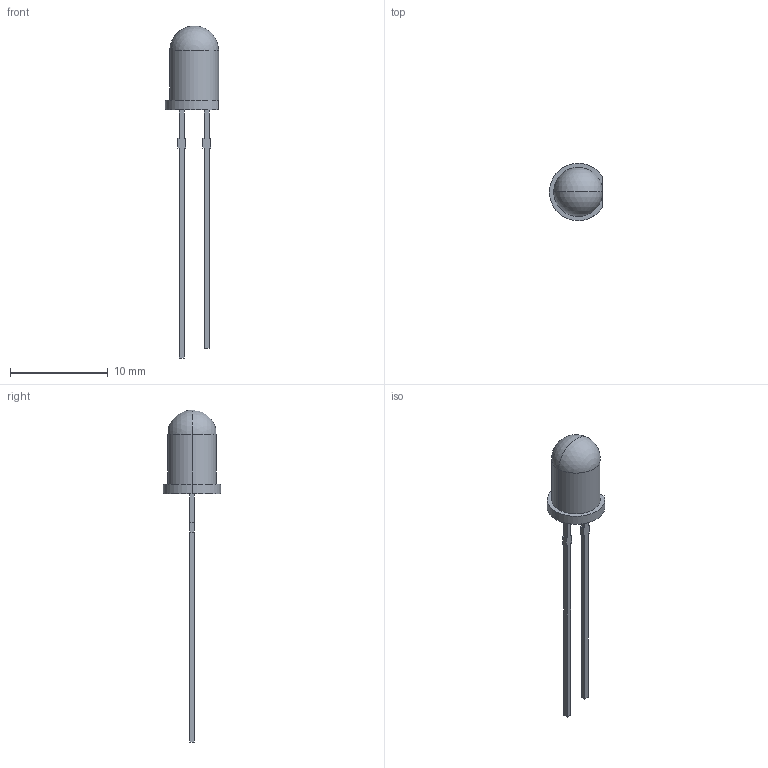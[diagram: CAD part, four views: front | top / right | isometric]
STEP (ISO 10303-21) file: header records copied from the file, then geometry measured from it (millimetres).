
FILE_DESCRIPTION (( 'STEP AP214' ), '1' );
FILE_NAME ('TLHG5420-ASZ.STEP', '2024-02-11T07:01:15', ( '' ), ( '' ), 'SwSTEP 2.0', 'SolidWorks 2022', '' );
FILE_SCHEMA (( 'AUTOMOTIVE_DESIGN' ));
Length unit declared in the file: millimetre
Products named in the file (1): TLHG5420-ASZ
Bounding box: 5.45 x 5.9 x 34 mm (x, y, z)
Volume: 172 mm3; surface area: 272.3 mm2
Topology: 1 solids, 1 shells, 35 faces, 94 edges, 61 vertices
Faces by surface type: plane 29, cylinder 4, sphere 2
Entity records: 1469 total; most frequent: CARTESIAN_POINT 185, ORIENTED_EDGE 180, DIRECTION 172, EDGE_CURVE 90, VECTOR 80, LINE 80, VERTEX_POINT 59, AXIS2_PLACEMENT_3D 46
